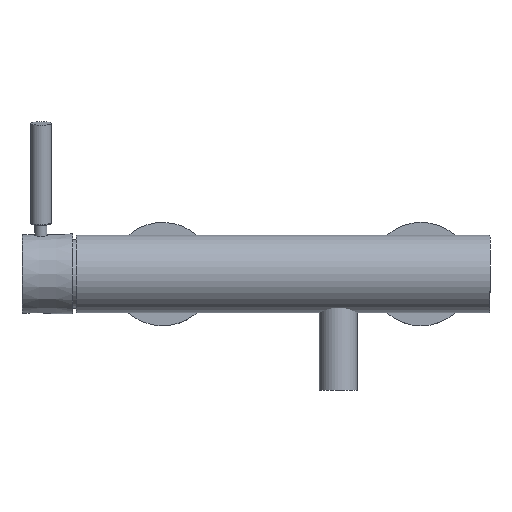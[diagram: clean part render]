
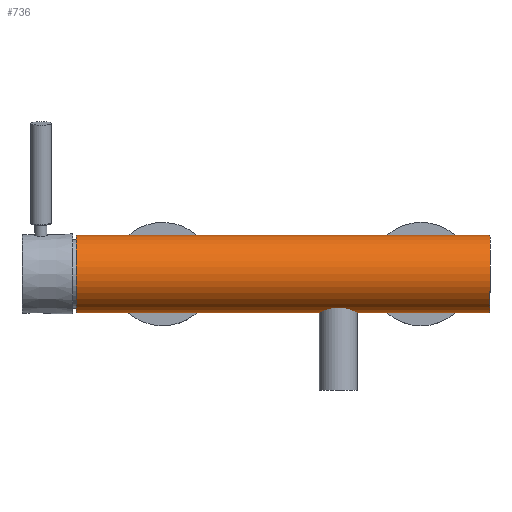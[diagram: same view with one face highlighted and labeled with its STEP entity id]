
A CAD part, top view. The second image highlights one B-rep face of the part: STEP entity #736.
In plain terms, the highlighted cylindrical face has radius 22.5 mm (diameter 45 mm), a full revolution.
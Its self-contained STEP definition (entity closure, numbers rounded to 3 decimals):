
#32 = CYLINDRICAL_SURFACE ( 'NONE', #179, 22.5 ) ;
#45 = CARTESIAN_POINT ( 'NONE',  ( 0., -240., 0. ) ) ;
#54 = DIRECTION ( 'NONE',  ( 0., 1., 0. ) ) ;
#90 = AXIS2_PLACEMENT_3D ( 'NONE', #45, #54, #1235 ) ;
#179 = AXIS2_PLACEMENT_3D ( 'NONE', #1269, #466, #699 ) ;
#385 = DIRECTION ( 'NONE',  ( 0., 1., 0. ) ) ;
#389 = CIRCLE ( 'NONE', #571, 22.5 ) ;
#441 = EDGE_LOOP ( 'NONE', ( #910 ) ) ;
#466 = DIRECTION ( 'NONE',  ( 0., 1., 0. ) ) ;
#482 = EDGE_CURVE ( 'NONE', #526, #526, #389, .T. ) ;
#526 = VERTEX_POINT ( 'NONE', #1190 ) ;
#541 = CARTESIAN_POINT ( 'NONE',  ( 0., -240., 22.5 ) ) ;
#571 = AXIS2_PLACEMENT_3D ( 'NONE', #908, #385, #645 ) ;
#645 = DIRECTION ( 'NONE',  ( 0., 0., 1. ) ) ;
#699 = DIRECTION ( 'NONE',  ( 0., 0., 1. ) ) ;
#736 = ADVANCED_FACE ( 'NONE', ( #1659, #1036 ), #32, .T. ) ;
#751 = EDGE_CURVE ( 'NONE', #1182, #1182, #997, .T. ) ;
#908 = CARTESIAN_POINT ( 'NONE',  ( 0., 0., 0. ) ) ;
#910 = ORIENTED_EDGE ( 'NONE', *, *, #482, .F. ) ;
#997 = CIRCLE ( 'NONE', #90, 22.5 ) ;
#1036 = FACE_OUTER_BOUND ( 'NONE', #441, .T. ) ;
#1182 = VERTEX_POINT ( 'NONE', #541 ) ;
#1190 = CARTESIAN_POINT ( 'NONE',  ( 0., 0., 22.5 ) ) ;
#1235 = DIRECTION ( 'NONE',  ( 0., 0., 1. ) ) ;
#1251 = ORIENTED_EDGE ( 'NONE', *, *, #751, .T. ) ;
#1269 = CARTESIAN_POINT ( 'NONE',  ( 0., -240., 0. ) ) ;
#1637 = EDGE_LOOP ( 'NONE', ( #1251 ) ) ;
#1659 = FACE_OUTER_BOUND ( 'NONE', #1637, .T. ) ;
